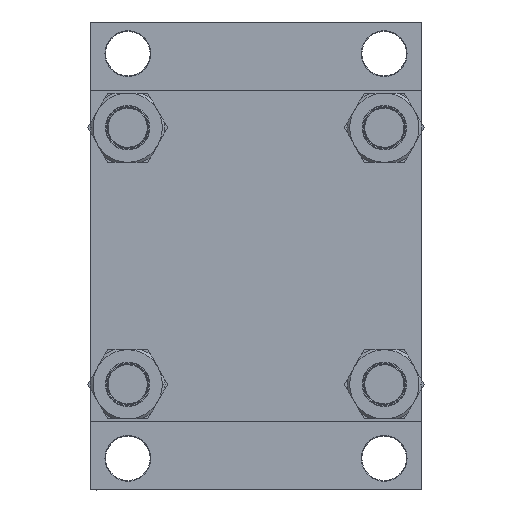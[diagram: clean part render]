
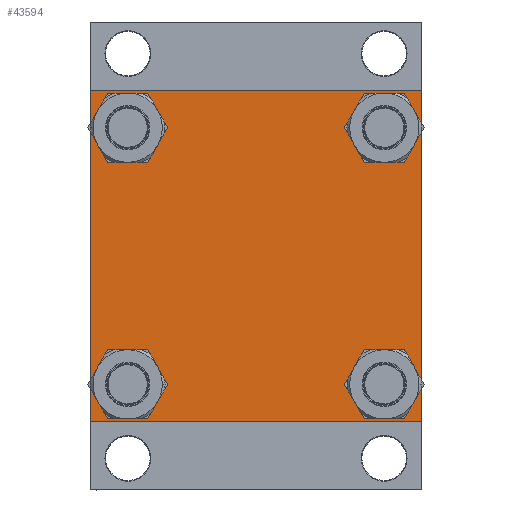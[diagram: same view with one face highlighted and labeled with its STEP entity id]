
A CAD part, left-side view. The second image highlights one B-rep face of the part: STEP entity #43594.
In plain terms, the highlighted planar face has unit normal (-1, 0, 0).
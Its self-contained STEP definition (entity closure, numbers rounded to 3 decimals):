
#654 = CARTESIAN_POINT ( 'NONE',  ( 0., 95.1, -79.6 ) ) ;
#1399 = VERTEX_POINT ( 'NONE', #29149 ) ;
#2063 = EDGE_LOOP ( 'NONE', ( #44732, #7852 ) ) ;
#2128 = EDGE_CURVE ( 'NONE', #8370, #30168, #24177, .T. ) ;
#2207 = EDGE_CURVE ( 'NONE', #4200, #24514, #12627, .T. ) ;
#2451 = CARTESIAN_POINT ( 'NONE',  ( 0., -95.1, 95.1 ) ) ;
#2642 = DIRECTION ( 'NONE',  ( 0., 0., 1. ) ) ;
#2739 = VECTOR ( 'NONE', #15057, 1000. ) ;
#2926 = EDGE_LOOP ( 'NONE', ( #14605, #24192, #34009, #13731, #4054, #24886, #28819, #8601 ) ) ;
#2962 = LINE ( 'NONE', #43326, #26794 ) ;
#3281 = EDGE_LOOP ( 'NONE', ( #43685, #7897 ) ) ;
#4054 = ORIENTED_EDGE ( 'NONE', *, *, #43491, .F. ) ;
#4200 = VERTEX_POINT ( 'NONE', #17824 ) ;
#4525 = VERTEX_POINT ( 'NONE', #29623 ) ;
#4957 = VECTOR ( 'NONE', #19207, 1000. ) ;
#5426 = LINE ( 'NONE', #27452, #14389 ) ;
#6898 = VERTEX_POINT ( 'NONE', #22992 ) ;
#7008 = EDGE_LOOP ( 'NONE', ( #12466, #35572 ) ) ;
#7332 = CARTESIAN_POINT ( 'NONE',  ( 0., 122.5, -122. ) ) ;
#7346 = CARTESIAN_POINT ( 'NONE',  ( 0., -122.25, 122.25 ) ) ;
#7410 = VERTEX_POINT ( 'NONE', #42135 ) ;
#7550 = CIRCLE ( 'NONE', #19131, 15.5 ) ;
#7852 = ORIENTED_EDGE ( 'NONE', *, *, #14844, .T. ) ;
#7897 = ORIENTED_EDGE ( 'NONE', *, *, #40819, .T. ) ;
#8101 = EDGE_CURVE ( 'NONE', #12151, #26301, #44815, .T. ) ;
#8279 = LINE ( 'NONE', #12379, #2739 ) ;
#8370 = VERTEX_POINT ( 'NONE', #14322 ) ;
#8531 = DIRECTION ( 'NONE',  ( 0., 0., 1. ) ) ;
#8601 = ORIENTED_EDGE ( 'NONE', *, *, #9049, .T. ) ;
#8815 = DIRECTION ( 'NONE',  ( 0., -0.707, 0.707 ) ) ;
#9049 = EDGE_CURVE ( 'NONE', #1399, #12151, #31778, .T. ) ;
#9242 = PLANE ( 'NONE',  #21273 ) ;
#10434 = DIRECTION ( 'NONE',  ( -1., 0., 0. ) ) ;
#10901 = EDGE_LOOP ( 'NONE', ( #42350, #32544 ) ) ;
#11190 = CARTESIAN_POINT ( 'NONE',  ( 0., -122.5, -122. ) ) ;
#11829 = VERTEX_POINT ( 'NONE', #25038 ) ;
#11968 = DIRECTION ( 'NONE',  ( 1., 0., 0. ) ) ;
#12151 = VERTEX_POINT ( 'NONE', #31768 ) ;
#12241 = CIRCLE ( 'NONE', #39259, 15.5 ) ;
#12379 = CARTESIAN_POINT ( 'NONE',  ( 0., -122.5, 122.5 ) ) ;
#12466 = ORIENTED_EDGE ( 'NONE', *, *, #2207, .T. ) ;
#12627 = CIRCLE ( 'NONE', #38093, 15.5 ) ;
#12830 = CARTESIAN_POINT ( 'NONE',  ( 0., 95.1, 95.1 ) ) ;
#13211 = CIRCLE ( 'NONE', #18627, 15.5 ) ;
#13675 = CARTESIAN_POINT ( 'NONE',  ( 0., -122., -122.5 ) ) ;
#13731 = ORIENTED_EDGE ( 'NONE', *, *, #46006, .T. ) ;
#13770 = DIRECTION ( 'NONE',  ( 1., 0., 0. ) ) ;
#14076 = DIRECTION ( 'NONE',  ( 0., -1., 0. ) ) ;
#14131 = DIRECTION ( 'NONE',  ( 0., 0.707, 0.707 ) ) ;
#14229 = VERTEX_POINT ( 'NONE', #654 ) ;
#14322 = CARTESIAN_POINT ( 'NONE',  ( 0., 122., -122.5 ) ) ;
#14389 = VECTOR ( 'NONE', #8815, 1000. ) ;
#14605 = ORIENTED_EDGE ( 'NONE', *, *, #8101, .T. ) ;
#14844 = EDGE_CURVE ( 'NONE', #4525, #6898, #7550, .T. ) ;
#15057 = DIRECTION ( 'NONE',  ( 0., 0., -1. ) ) ;
#15360 = CARTESIAN_POINT ( 'NONE',  ( 0., 95.1, -95.1 ) ) ;
#15424 = VERTEX_POINT ( 'NONE', #44768 ) ;
#15492 = DIRECTION ( 'NONE',  ( 1., 0., 0. ) ) ;
#15771 = DIRECTION ( 'NONE',  ( 1., 0., 0. ) ) ;
#16119 = DIRECTION ( 'NONE',  ( 0., 0., 1. ) ) ;
#16601 = VECTOR ( 'NONE', #28146, 1000. ) ;
#16753 = DIRECTION ( 'NONE',  ( 0., -0.707, -0.707 ) ) ;
#17465 = LINE ( 'NONE', #35124, #19392 ) ;
#17824 = CARTESIAN_POINT ( 'NONE',  ( 0., -95.1, -79.6 ) ) ;
#17904 = EDGE_CURVE ( 'NONE', #14229, #40758, #12241, .T. ) ;
#18148 = DIRECTION ( 'NONE',  ( 0., 0., 1. ) ) ;
#18627 = AXIS2_PLACEMENT_3D ( 'NONE', #12830, #15492, #22757 ) ;
#18821 = VECTOR ( 'NONE', #28526, 1000. ) ;
#19131 = AXIS2_PLACEMENT_3D ( 'NONE', #2451, #47148, #18148 ) ;
#19207 = DIRECTION ( 'NONE',  ( 0., 0., -1. ) ) ;
#19392 = VECTOR ( 'NONE', #16753, 1000. ) ;
#21273 = AXIS2_PLACEMENT_3D ( 'NONE', #32676, #10434, #47628 ) ;
#22451 = VECTOR ( 'NONE', #14131, 1000. ) ;
#22583 = CARTESIAN_POINT ( 'NONE',  ( 0., 122.5, 122.5 ) ) ;
#22754 = CIRCLE ( 'NONE', #42831, 15.5 ) ;
#22757 = DIRECTION ( 'NONE',  ( 0., 0., 1. ) ) ;
#22992 = CARTESIAN_POINT ( 'NONE',  ( 0., -95.1, 110.6 ) ) ;
#23045 = DIRECTION ( 'NONE',  ( 0., 0., 1. ) ) ;
#23997 = FACE_BOUND ( 'NONE', #10901, .T. ) ;
#24177 = LINE ( 'NONE', #24892, #18821 ) ;
#24192 = ORIENTED_EDGE ( 'NONE', *, *, #26473, .T. ) ;
#24514 = VERTEX_POINT ( 'NONE', #44906 ) ;
#24886 = ORIENTED_EDGE ( 'NONE', *, *, #25767, .T. ) ;
#24892 = CARTESIAN_POINT ( 'NONE',  ( 0., 122.5, -122.5 ) ) ;
#25038 = CARTESIAN_POINT ( 'NONE',  ( 0., -122., 122.5 ) ) ;
#25767 = EDGE_CURVE ( 'NONE', #7410, #11829, #44322, .T. ) ;
#26301 = VERTEX_POINT ( 'NONE', #7332 ) ;
#26473 = EDGE_CURVE ( 'NONE', #26301, #8370, #17465, .T. ) ;
#26586 = CIRCLE ( 'NONE', #40463, 15.5 ) ;
#26794 = VECTOR ( 'NONE', #14076, 1000. ) ;
#27389 = FACE_BOUND ( 'NONE', #2063, .T. ) ;
#27412 = EDGE_CURVE ( 'NONE', #15424, #34553, #13211, .T. ) ;
#27452 = CARTESIAN_POINT ( 'NONE',  ( 0., -122.25, -122.25 ) ) ;
#27633 = FACE_BOUND ( 'NONE', #7008, .T. ) ;
#28146 = DIRECTION ( 'NONE',  ( 0., 0.707, -0.707 ) ) ;
#28526 = DIRECTION ( 'NONE',  ( 0., -1., 0. ) ) ;
#28819 = ORIENTED_EDGE ( 'NONE', *, *, #46966, .F. ) ;
#29149 = CARTESIAN_POINT ( 'NONE',  ( 0., 122., 122.5 ) ) ;
#29466 = EDGE_CURVE ( 'NONE', #6898, #4525, #41759, .T. ) ;
#29623 = CARTESIAN_POINT ( 'NONE',  ( 0., -95.1, 79.6 ) ) ;
#29681 = CARTESIAN_POINT ( 'NONE',  ( 0., 95.1, -110.6 ) ) ;
#30069 = CARTESIAN_POINT ( 'NONE',  ( 0., -95.1, 95.1 ) ) ;
#30168 = VERTEX_POINT ( 'NONE', #13675 ) ;
#31768 = CARTESIAN_POINT ( 'NONE',  ( 0., 122.5, 122. ) ) ;
#31778 = LINE ( 'NONE', #32012, #16601 ) ;
#32012 = CARTESIAN_POINT ( 'NONE',  ( 0., 122.25, 122.25 ) ) ;
#32544 = ORIENTED_EDGE ( 'NONE', *, *, #37636, .T. ) ;
#32676 = CARTESIAN_POINT ( 'NONE',  ( 0., 0., 0. ) ) ;
#34009 = ORIENTED_EDGE ( 'NONE', *, *, #2128, .T. ) ;
#34553 = VERTEX_POINT ( 'NONE', #41358 ) ;
#35124 = CARTESIAN_POINT ( 'NONE',  ( 0., 122.25, -122.25 ) ) ;
#35572 = ORIENTED_EDGE ( 'NONE', *, *, #41740, .T. ) ;
#35585 = DIRECTION ( 'NONE',  ( 1., 0., 0. ) ) ;
#36927 = DIRECTION ( 'NONE',  ( 0., 0., 1. ) ) ;
#37636 = EDGE_CURVE ( 'NONE', #34553, #15424, #22754, .T. ) ;
#37868 = DIRECTION ( 'NONE',  ( 1., 0., 0. ) ) ;
#38093 = AXIS2_PLACEMENT_3D ( 'NONE', #43011, #13770, #2642 ) ;
#38654 = AXIS2_PLACEMENT_3D ( 'NONE', #30069, #41650, #8531 ) ;
#39259 = AXIS2_PLACEMENT_3D ( 'NONE', #15360, #11968, #44848 ) ;
#40463 = AXIS2_PLACEMENT_3D ( 'NONE', #41739, #37868, #16119 ) ;
#40758 = VERTEX_POINT ( 'NONE', #29681 ) ;
#40819 = EDGE_CURVE ( 'NONE', #40758, #14229, #26586, .T. ) ;
#41358 = CARTESIAN_POINT ( 'NONE',  ( 0., 95.1, 79.6 ) ) ;
#41650 = DIRECTION ( 'NONE',  ( 1., 0., 0. ) ) ;
#41739 = CARTESIAN_POINT ( 'NONE',  ( 0., 95.1, -95.1 ) ) ;
#41740 = EDGE_CURVE ( 'NONE', #24514, #4200, #47470, .T. ) ;
#41759 = CIRCLE ( 'NONE', #38654, 15.5 ) ;
#42135 = CARTESIAN_POINT ( 'NONE',  ( 0., -122.5, 122. ) ) ;
#42350 = ORIENTED_EDGE ( 'NONE', *, *, #27412, .T. ) ;
#42351 = FACE_OUTER_BOUND ( 'NONE', #2926, .T. ) ;
#42416 = VERTEX_POINT ( 'NONE', #11190 ) ;
#42831 = AXIS2_PLACEMENT_3D ( 'NONE', #46632, #15771, #23045 ) ;
#43011 = CARTESIAN_POINT ( 'NONE',  ( 0., -95.1, -95.1 ) ) ;
#43069 = FACE_BOUND ( 'NONE', #3281, .T. ) ;
#43289 = CARTESIAN_POINT ( 'NONE',  ( 0., -95.1, -95.1 ) ) ;
#43326 = CARTESIAN_POINT ( 'NONE',  ( 0., 122.5, 122.5 ) ) ;
#43491 = EDGE_CURVE ( 'NONE', #7410, #42416, #8279, .T. ) ;
#43594 = ADVANCED_FACE ( 'NONE', ( #27389, #27633, #43069, #23997, #42351 ), #9242, .T. ) ;
#43685 = ORIENTED_EDGE ( 'NONE', *, *, #17904, .T. ) ;
#44322 = LINE ( 'NONE', #7346, #22451 ) ;
#44365 = AXIS2_PLACEMENT_3D ( 'NONE', #43289, #35585, #36927 ) ;
#44732 = ORIENTED_EDGE ( 'NONE', *, *, #29466, .T. ) ;
#44768 = CARTESIAN_POINT ( 'NONE',  ( 0., 95.1, 110.6 ) ) ;
#44815 = LINE ( 'NONE', #22583, #4957 ) ;
#44848 = DIRECTION ( 'NONE',  ( 0., 0., 1. ) ) ;
#44906 = CARTESIAN_POINT ( 'NONE',  ( 0., -95.1, -110.6 ) ) ;
#46006 = EDGE_CURVE ( 'NONE', #30168, #42416, #5426, .T. ) ;
#46632 = CARTESIAN_POINT ( 'NONE',  ( 0., 95.1, 95.1 ) ) ;
#46966 = EDGE_CURVE ( 'NONE', #1399, #11829, #2962, .T. ) ;
#47148 = DIRECTION ( 'NONE',  ( 1., 0., 0. ) ) ;
#47470 = CIRCLE ( 'NONE', #44365, 15.5 ) ;
#47628 = DIRECTION ( 'NONE',  ( 0., 0., 1. ) ) ;
